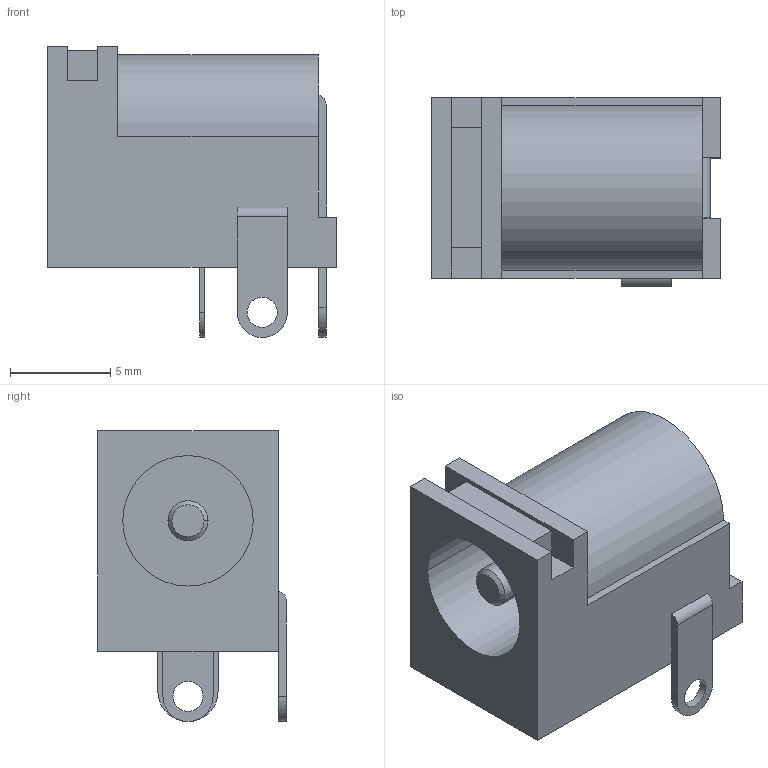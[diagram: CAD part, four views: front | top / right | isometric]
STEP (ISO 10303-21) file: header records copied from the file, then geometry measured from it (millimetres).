
FILE_DESCRIPTION(('FreeCAD Model'),'2;1');
FILE_NAME('Fusion.step','2016-03-16T20:40:58',( 'Author'),(''),'Open CASCADE STEP processor 6.8','FreeCAD','Unknown' );
FILE_SCHEMA(('AUTOMOTIVE_DESIGN_CC2 { 1 2 10303 214 -1 1 5 4 }'));
Length unit declared in the file: millimetre
Products named in the file (1): Fusion
Bounding box: 14.4 x 9.4 x 14.5 mm (x, y, z)
Volume: 965.9 mm3; surface area: 1123.9 mm2
Topology: 2 solids, 3 shells, 93 faces, 245 edges, 158 vertices
Faces by surface type: plane 69, cylinder 22, cone 2
Entity records: 9275 total; most frequent: CARTESIAN_POINT 3873, DIRECTION 834, LINE 513, VECTOR 513, ORIENTED_EDGE 490, PCURVE 490, DEFINITIONAL_REPRESENTATION 490, EDGE_CURVE 245
